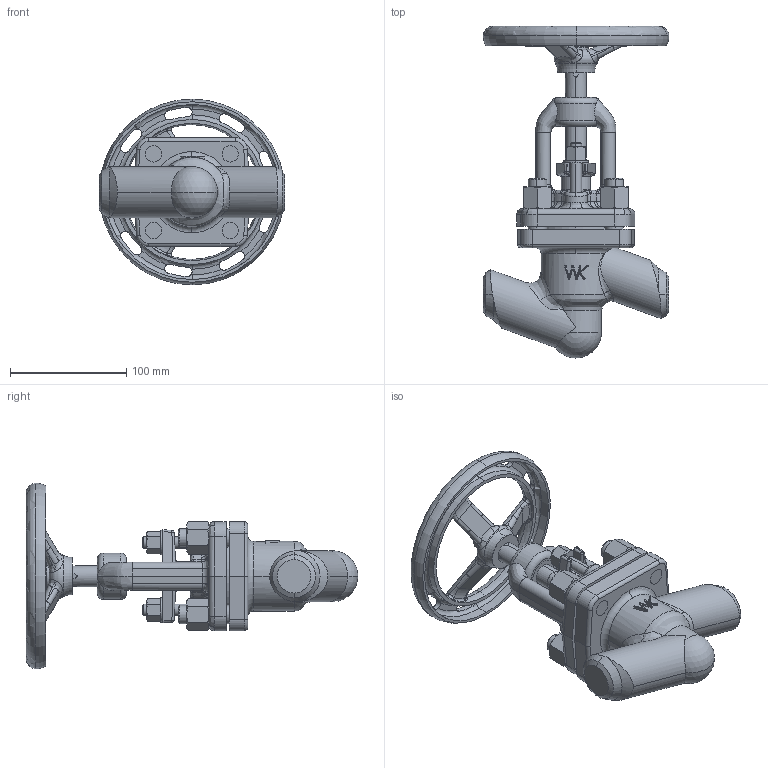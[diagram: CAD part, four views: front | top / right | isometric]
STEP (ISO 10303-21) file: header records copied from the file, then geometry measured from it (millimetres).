
FILE_DESCRIPTION (( 'STEP AP214' ), '1' );
FILE_NAME ('530S DN25 3-1561__katalog.STEP', '2015-02-19T10:43:08', ( '' ), ( '' ), 'SwSTEP 2.0', 'SolidWorks 2015', '' );
FILE_SCHEMA (( 'AUTOMOTIVE_DESIGN' ));
Length unit declared in the file: millimetre
Products named in the file (1): 530S DN25 3-1561__katalog
Bounding box: 160.2 x 286 x 160 mm (x, y, z)
Volume: 980833.1 mm3; surface area: 147253.1 mm2
Topology: 1 solids, 1 shells, 803 faces, 2030 edges, 1199 vertices
Faces by surface type: cylinder 238, plane 202, bspline 162, cone 109, torus 57, sphere 35
Entity records: 41662 total; most frequent: CARTESIAN_POINT 18829, ORIENTED_EDGE 3994, DIRECTION 3298, EDGE_CURVE 1997, AXIS2_PLACEMENT_3D 1397, VERTEX_POINT 1197, EDGE_LOOP 844, ADVANCED_FACE 803
